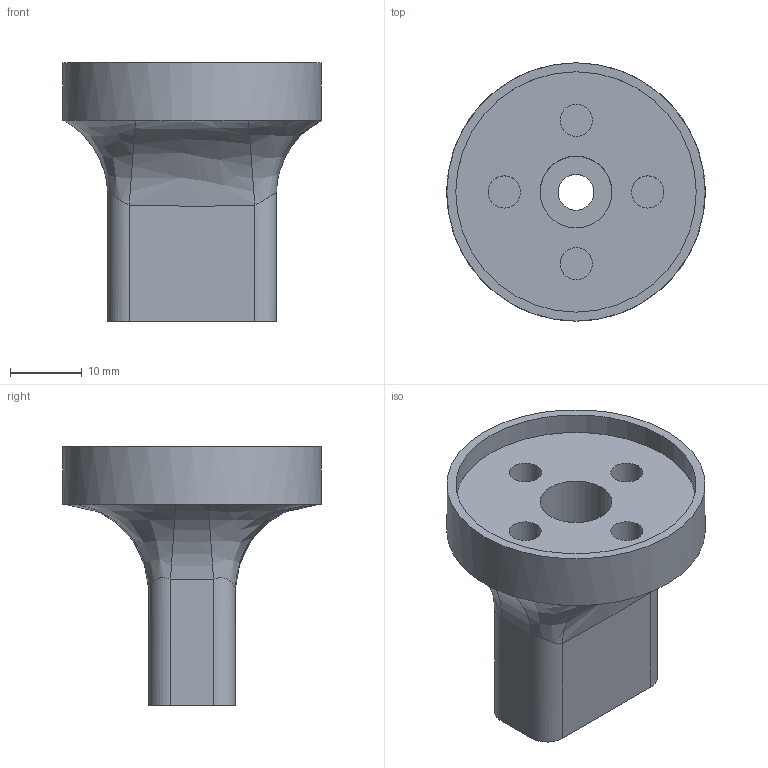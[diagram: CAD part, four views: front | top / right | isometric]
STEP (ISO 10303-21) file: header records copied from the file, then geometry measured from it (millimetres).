
FILE_DESCRIPTION(/* description */ (''),/* implementation_level */ '2;1');
FILE_NAME(/* name */ 'Computer Mount Small v1.step',/* time_stamp */ '2025-05-29T21:18:48-04:00',/* author */ (''),/* organization */ (''),/* preprocessor_version */ 'ST-DEVELOPER v20.1',/* originating_system */ 'Autodesk Translation Framework v14.10.0.0',/* authorisation */ '');
FILE_SCHEMA (('AUTOMOTIVE_DESIGN { 1 0 10303 214 3 1 1 }'));
Length unit declared in the file: millimetre
Products named in the file (2): Open Aero; Computer Mount - Small
Assembly tree (1 placements, depth 2):
  Open Aero
    Computer Mount - Small
Bounding box: 36 x 36 x 36 mm (x, y, z)
Volume: 12722.2 mm3; surface area: 6028.9 mm2
Topology: 1 solids, 1 shells, 32 faces, 64 edges, 40 vertices
Faces by surface type: cylinder 12, plane 12, bspline 8
Full cylindrical faces by diameter (mm): 4.5 x4, 5 x1, 10 x1, 33.5 x1, 36 x1
Entity records: 1183 total; most frequent: CARTESIAN_POINT 465, DIRECTION 146, ORIENTED_EDGE 128, EDGE_CURVE 64, AXIS2_PLACEMENT_3D 63, EDGE_LOOP 40, VERTEX_POINT 40, CIRCLE 36
